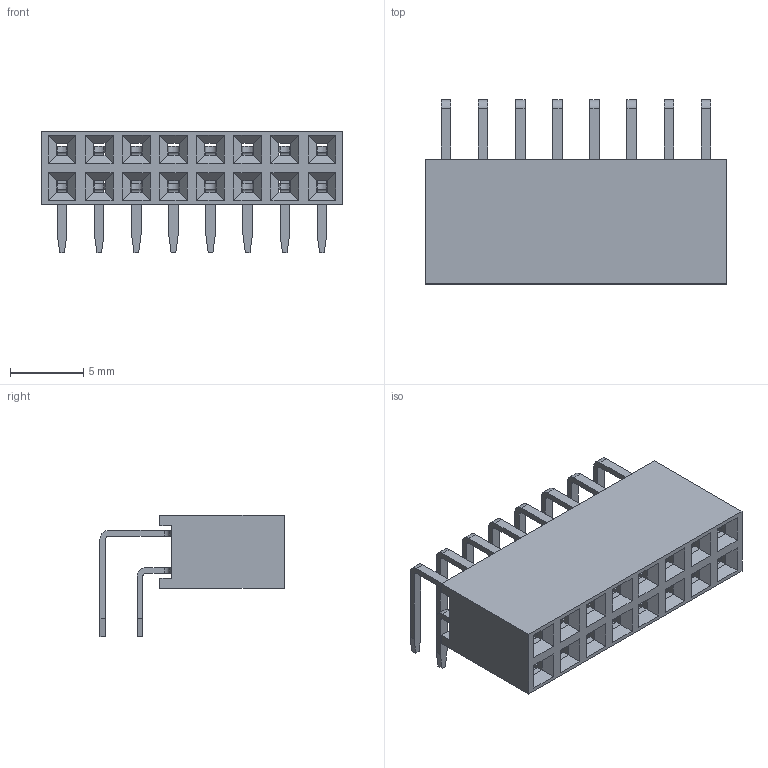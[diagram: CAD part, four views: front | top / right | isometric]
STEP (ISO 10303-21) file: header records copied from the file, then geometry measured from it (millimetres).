
FILE_DESCRIPTION(('STEP AP214'), '1');
FILE_NAME('DS1024-2x5RF1', '2016-04-20T21:06:26', ('Nobody'), (''), 'ASCON STEP Converter 1.3', 'ASCON Math Kernel', '');
FILE_SCHEMA(('AUTOMOTIVE_DESIGN { 1 0 10303 214 3 1 1}'));
Length unit declared in the file: millimetre
Bounding box: 20.62 x 12.6 x 8.3 mm (x, y, z)
Volume: 708.7 mm3; surface area: 2041.5 mm2
Topology: 17 solids, 17 shells, 826 faces, 2360 edges, 1552 vertices
Faces by surface type: plane 618, cylinder 208
Entity records: 33500 total; most frequent: CARTESIAN_POINT 4739, ORIENTED_EDGE 4720, DIRECTION 4430, EDGE_CURVE 2360, LINE 1944, VECTOR 1944, VERTEX_POINT 1552, AXIS2_PLACEMENT_3D 1243
